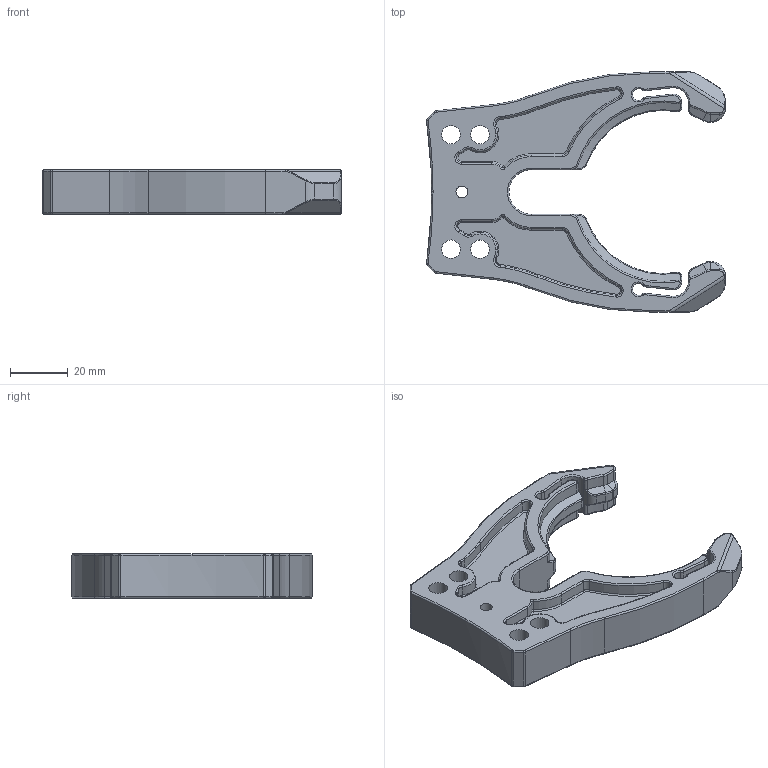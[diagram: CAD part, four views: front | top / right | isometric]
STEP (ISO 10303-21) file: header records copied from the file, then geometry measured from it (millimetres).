
FILE_DESCRIPTION(/* description */ ('Alibre Inc.'),/* implementation_level */ '2;1');
FILE_NAME(/* name */ 'export-9342AFBC-6294-4A6B-9600-336C48F9A190',/* time_stamp */ '2022-07-26T13:51:08+02:00',/* author */ (''),/* organization */ (''),/* preprocessor_version */ 'ST-DEVELOPER v17',/* originating_system */ 'Alibre',/* authorisation */ '');
FILE_SCHEMA (('AUTOMOTIVE_DESIGN'));
Length unit declared in the file: millimetre
Products named in the file (1): Toolholder fork HSK63F ISO 
Bounding box: 103.12 x 82.82 x 15.3 mm (x, y, z)
Volume: 48205.2 mm3; surface area: 20896.4 mm2
Topology: 1 solids, 1 shells, 688 faces, 1657 edges, 981 vertices
Faces by surface type: cylinder 209, plane 182, torus 164, bspline 70, cone 62, sphere 1
Full cylindrical faces by diameter (mm): 4.1 x1, 6.4 x4, 10.4 x2
Entity records: 50454 total; most frequent: CARTESIAN_POINT 35381, ORIENTED_EDGE 3278, DIRECTION 2826, EDGE_CURVE 1639, AXIS2_PLACEMENT_3D 1219, VERTEX_POINT 979, EDGE_LOOP 724, FACE_BOUND 724
